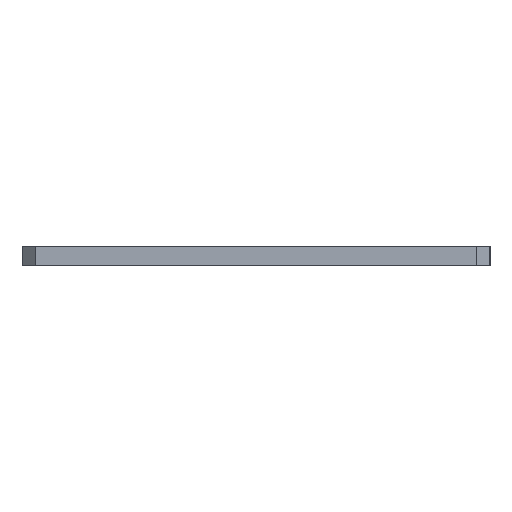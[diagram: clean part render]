
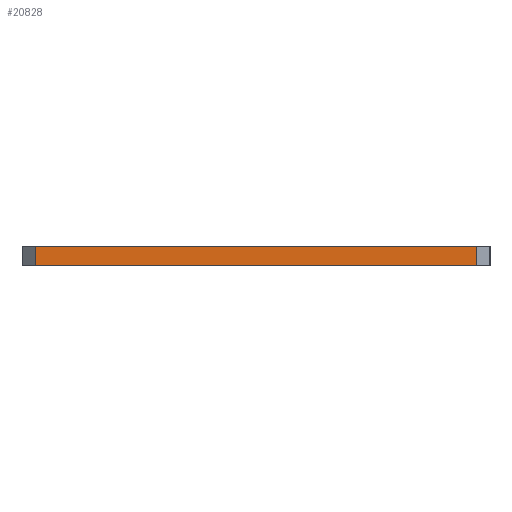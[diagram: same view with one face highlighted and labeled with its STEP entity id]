
A CAD part, left-side view. The second image highlights one B-rep face of the part: STEP entity #20828.
In plain terms, the highlighted planar face has unit normal (-1, 0, 0).
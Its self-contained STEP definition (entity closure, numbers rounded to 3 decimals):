
#1158=PLANE('',#22056);
#2093=VECTOR('',#23030,1.);
#2675=VECTOR('',#23623,1.);
#2676=VECTOR('',#23625,1.);
#2677=VECTOR('',#23626,1.);
#4453=LINE('',#27250,#2093);
#5035=LINE('',#28422,#2675);
#5036=LINE('',#28424,#2676);
#5037=LINE('',#28426,#2677);
#7031=VERTEX_POINT('',#27249);
#7032=VERTEX_POINT('',#27251);
#7614=VERTEX_POINT('',#28421);
#7615=VERTEX_POINT('',#28425);
#9105=EDGE_CURVE('',#7032,#7031,#4453,.T.);
#9691=EDGE_CURVE('',#7614,#7031,#5035,.T.);
#9692=EDGE_CURVE('',#7614,#7615,#5036,.T.);
#9693=EDGE_CURVE('',#7032,#7615,#5037,.T.);
#12788=ORIENTED_EDGE('',*,*,#9691,.F.);
#12789=ORIENTED_EDGE('',*,*,#9692,.T.);
#12790=ORIENTED_EDGE('',*,*,#9693,.F.);
#12791=ORIENTED_EDGE('',*,*,#9105,.T.);
#18179=EDGE_LOOP('',(#12788,#12789,#12790,#12791));
#19591=FACE_BOUND('',#18179,.T.);
#20828=ADVANCED_FACE('',(#19591),#1158,.T.);
#22056=AXIS2_PLACEMENT_3D('',#28423,#23624,$);
#23030=DIRECTION('',(0.,1.,0.));
#23623=DIRECTION('',(0.,0.,1.));
#23624=DIRECTION('',(-1.,0.,0.));
#23625=DIRECTION('',(0.,-1.,0.));
#23626=DIRECTION('',(0.,0.,-1.));
#27249=CARTESIAN_POINT('',(-142.,58.,3.));
#27250=CARTESIAN_POINT('',(-142.,60.,3.));
#27251=CARTESIAN_POINT('',(-142.,-10.,3.));
#28421=CARTESIAN_POINT('',(-142.,58.,0.));
#28422=CARTESIAN_POINT('',(-142.,58.,0.));
#28423=CARTESIAN_POINT('',(-142.,24.,0.));
#28424=CARTESIAN_POINT('',(-142.,60.,0.));
#28425=CARTESIAN_POINT('',(-142.,-10.,0.));
#28426=CARTESIAN_POINT('',(-142.,-10.,0.));
